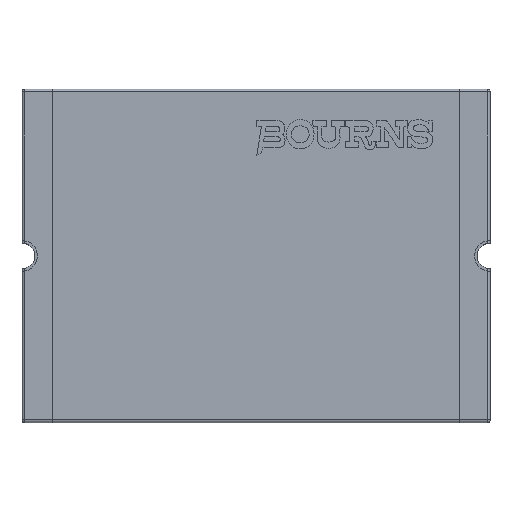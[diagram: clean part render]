
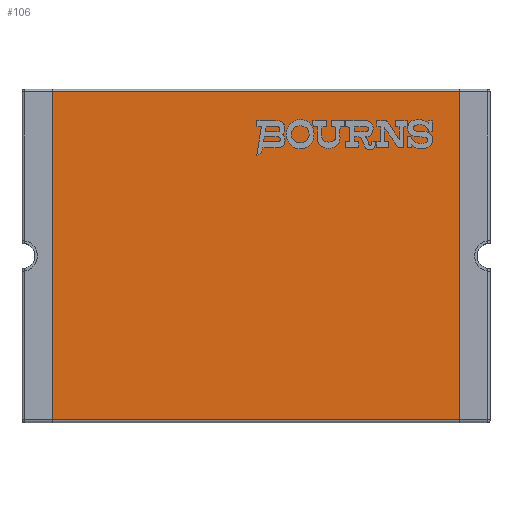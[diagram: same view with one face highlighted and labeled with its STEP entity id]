
A CAD part, top view. The second image highlights one B-rep face of the part: STEP entity #106.
In plain terms, the highlighted planar face has unit normal (0, 0, 1).
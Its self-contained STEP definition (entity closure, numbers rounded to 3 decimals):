
#106=ADVANCED_FACE('NONE',(#107),#141,.T.);
#107=FACE_BOUND('NONE',#108,.T.);
#108=EDGE_LOOP('',(#109,#119,#127,#135));
#109=ORIENTED_EDGE('',*,*,#110,.T.);
#110=EDGE_CURVE('NONE',#111,#113,#115,.F.);
#111=VERTEX_POINT('NONE',#112);
#112=CARTESIAN_POINT('',(1.975,-1.595,0.85));
#113=VERTEX_POINT('NONE',#114);
#114=CARTESIAN_POINT('',(1.975,1.595,0.85));
#115=LINE('',#116,#117);
#116=CARTESIAN_POINT('',(1.975,0.0,0.85));
#117=VECTOR('',#118,1.0);
#118=DIRECTION('',(0.0,-1.0,0.0));
#119=ORIENTED_EDGE('',*,*,#120,.T.);
#120=EDGE_CURVE('NONE',#113,#121,#123,.T.);
#121=VERTEX_POINT('NONE',#122);
#122=CARTESIAN_POINT('',(-1.975,1.595,0.85));
#123=LINE('',#124,#125);
#124=CARTESIAN_POINT('',(0.,1.595,0.85));
#125=VECTOR('',#126,1.0);
#126=DIRECTION('',(-1.0,0.,0.0));
#127=ORIENTED_EDGE('',*,*,#128,.T.);
#128=EDGE_CURVE('NONE',#121,#129,#131,.T.);
#129=VERTEX_POINT('NONE',#130);
#130=CARTESIAN_POINT('',(-1.975,-1.595,0.85));
#131=LINE('',#132,#133);
#132=CARTESIAN_POINT('',(-1.975,0.0,0.85));
#133=VECTOR('',#134,1.0);
#134=DIRECTION('',(0.0,-1.0,0.0));
#135=ORIENTED_EDGE('',*,*,#136,.T.);
#136=EDGE_CURVE('NONE',#129,#111,#137,.T.);
#137=LINE('',#138,#139);
#138=CARTESIAN_POINT('',(2.275,-1.595,0.85));
#139=VECTOR('',#140,1.0);
#140=DIRECTION('',(1.0,0.,0.0));
#141=PLANE('',#142);
#142=AXIS2_PLACEMENT_3D('',#143,#144,#145);
#143=CARTESIAN_POINT('',(0.0,0.0,0.85));
#144=DIRECTION('',(0.0,0.0,1.0));
#145=DIRECTION('',(1.0,0.0,0.0));
